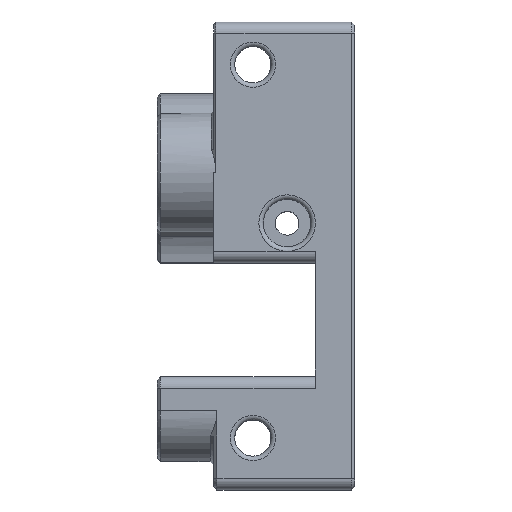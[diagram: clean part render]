
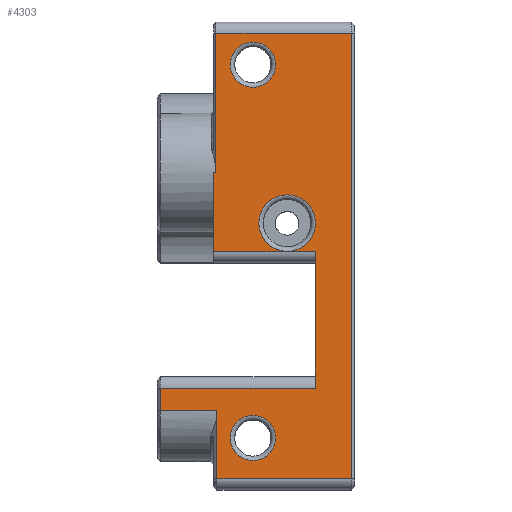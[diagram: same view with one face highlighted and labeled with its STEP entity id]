
A CAD part, top view. The second image highlights one B-rep face of the part: STEP entity #4303.
In plain terms, the highlighted planar face has unit normal (0, 0, 1).
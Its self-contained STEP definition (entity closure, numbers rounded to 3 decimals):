
#173=CIRCLE('',#4578,2.);
#177=CIRCLE('',#4583,2.5);
#178=CIRCLE('',#4584,2.);
#340=FACE_BOUND('',#820,.T.);
#341=FACE_BOUND('',#821,.T.);
#342=FACE_BOUND('',#822,.T.);
#556=FACE_OUTER_BOUND('',#819,.T.);
#819=EDGE_LOOP('',(#3333,#3334,#3335,#3336,#3337,#3338,#3339,#3340,#3341,
#3342,#3343,#3344));
#820=EDGE_LOOP('',(#3345));
#821=EDGE_LOOP('',(#3346));
#822=EDGE_LOOP('',(#3347));
#1144=LINE('',#6529,#1520);
#1203=LINE('',#7094,#1579);
#1204=LINE('',#7096,#1580);
#1205=LINE('',#7098,#1581);
#1206=LINE('',#7100,#1582);
#1207=LINE('',#7102,#1583);
#1208=LINE('',#7104,#1584);
#1209=LINE('',#7106,#1585);
#1210=LINE('',#7108,#1586);
#1211=LINE('',#7110,#1587);
#1212=LINE('',#7111,#1588);
#1213=LINE('',#7112,#1589);
#1520=VECTOR('',#5179,10.);
#1579=VECTOR('',#5318,10.);
#1580=VECTOR('',#5319,10.);
#1581=VECTOR('',#5320,10.);
#1582=VECTOR('',#5321,10.);
#1583=VECTOR('',#5322,10.);
#1584=VECTOR('',#5323,10.);
#1585=VECTOR('',#5324,10.);
#1586=VECTOR('',#5325,10.);
#1587=VECTOR('',#5326,10.);
#1588=VECTOR('',#5327,10.);
#1589=VECTOR('',#5328,10.);
#1874=VERTEX_POINT('',#6526);
#1875=VERTEX_POINT('',#6528);
#1951=VERTEX_POINT('',#7084);
#1954=VERTEX_POINT('',#7092);
#1955=VERTEX_POINT('',#7093);
#1956=VERTEX_POINT('',#7095);
#1957=VERTEX_POINT('',#7097);
#1958=VERTEX_POINT('',#7099);
#1959=VERTEX_POINT('',#7101);
#1960=VERTEX_POINT('',#7103);
#1961=VERTEX_POINT('',#7105);
#1962=VERTEX_POINT('',#7107);
#1963=VERTEX_POINT('',#7109);
#1964=VERTEX_POINT('',#7113);
#1965=VERTEX_POINT('',#7115);
#2333=EDGE_CURVE('',#1874,#1875,#1144,.T.);
#2444=EDGE_CURVE('',#1951,#1951,#173,.T.);
#2448=EDGE_CURVE('',#1954,#1955,#1203,.T.);
#2449=EDGE_CURVE('',#1956,#1955,#1204,.T.);
#2450=EDGE_CURVE('',#1956,#1957,#1205,.T.);
#2451=EDGE_CURVE('',#1957,#1958,#1206,.T.);
#2452=EDGE_CURVE('',#1958,#1959,#1207,.T.);
#2453=EDGE_CURVE('',#1959,#1960,#1208,.T.);
#2454=EDGE_CURVE('',#1960,#1961,#1209,.T.);
#2455=EDGE_CURVE('',#1961,#1962,#1210,.T.);
#2456=EDGE_CURVE('',#1963,#1962,#1211,.T.);
#2457=EDGE_CURVE('',#1963,#1875,#1212,.T.);
#2458=EDGE_CURVE('',#1874,#1954,#1213,.T.);
#2459=EDGE_CURVE('',#1964,#1964,#177,.T.);
#2460=EDGE_CURVE('',#1965,#1965,#178,.T.);
#3333=ORIENTED_EDGE('',*,*,#2448,.T.);
#3334=ORIENTED_EDGE('',*,*,#2449,.F.);
#3335=ORIENTED_EDGE('',*,*,#2450,.T.);
#3336=ORIENTED_EDGE('',*,*,#2451,.T.);
#3337=ORIENTED_EDGE('',*,*,#2452,.T.);
#3338=ORIENTED_EDGE('',*,*,#2453,.T.);
#3339=ORIENTED_EDGE('',*,*,#2454,.T.);
#3340=ORIENTED_EDGE('',*,*,#2455,.T.);
#3341=ORIENTED_EDGE('',*,*,#2456,.F.);
#3342=ORIENTED_EDGE('',*,*,#2457,.T.);
#3343=ORIENTED_EDGE('',*,*,#2333,.F.);
#3344=ORIENTED_EDGE('',*,*,#2458,.T.);
#3345=ORIENTED_EDGE('',*,*,#2459,.T.);
#3346=ORIENTED_EDGE('',*,*,#2460,.T.);
#3347=ORIENTED_EDGE('',*,*,#2444,.T.);
#4164=PLANE('',#4582);
#4303=ADVANCED_FACE('',(#556,#340,#341,#342),#4164,.F.);
#4578=AXIS2_PLACEMENT_3D('',#7085,#5308,#5309);
#4582=AXIS2_PLACEMENT_3D('',#7091,#5316,#5317);
#4583=AXIS2_PLACEMENT_3D('',#7114,#5329,#5330);
#4584=AXIS2_PLACEMENT_3D('',#7116,#5331,#5332);
#5179=DIRECTION('',(0.,1.,0.));
#5308=DIRECTION('center_axis',(0.,0.,-1.));
#5309=DIRECTION('ref_axis',(-1.,0.,0.));
#5316=DIRECTION('center_axis',(0.,0.,-1.));
#5317=DIRECTION('ref_axis',(0.,-1.,0.));
#5318=DIRECTION('',(0.,-1.,0.));
#5319=DIRECTION('',(-1.,0.,0.));
#5320=DIRECTION('',(0.,-1.,0.));
#5321=DIRECTION('',(1.,0.,0.));
#5322=DIRECTION('',(0.,1.,0.));
#5323=DIRECTION('',(-1.,0.,0.));
#5324=DIRECTION('',(0.,-1.,0.));
#5325=DIRECTION('',(-1.,0.,0.));
#5326=DIRECTION('',(0.,1.,0.));
#5327=DIRECTION('',(1.,0.,0.));
#5328=DIRECTION('',(-1.,0.,0.));
#5329=DIRECTION('center_axis',(0.,0.,-1.));
#5330=DIRECTION('ref_axis',(-1.,0.,0.));
#5331=DIRECTION('center_axis',(0.,0.,-1.));
#5332=DIRECTION('ref_axis',(-1.,0.,0.));
#6526=CARTESIAN_POINT('',(-10.575,-19.056,15.));
#6528=CARTESIAN_POINT('',(-10.575,-7.,15.));
#6529=CARTESIAN_POINT('',(-10.575,2.957,15.));
#7084=CARTESIAN_POINT('',(-18.099,9.526,15.));
#7085=CARTESIAN_POINT('Origin',(-16.099,9.526,15.));
#7091=CARTESIAN_POINT('Origin',(-7.075,13.3,15.));
#7092=CARTESIAN_POINT('',(-24.275,-19.056,15.));
#7093=CARTESIAN_POINT('',(-24.275,-21.056,15.));
#7094=CARTESIAN_POINT('',(-24.275,-4.878,15.));
#7095=CARTESIAN_POINT('',(-19.275,-21.056,15.));
#7096=CARTESIAN_POINT('',(-24.575,-21.056,15.));
#7097=CARTESIAN_POINT('',(-19.275,-27.056,15.));
#7098=CARTESIAN_POINT('',(-19.275,-5.628,15.));
#7099=CARTESIAN_POINT('',(-7.375,-27.056,15.));
#7100=CARTESIAN_POINT('',(-7.075,-27.056,15.));
#7101=CARTESIAN_POINT('',(-7.375,12.3,15.));
#7102=CARTESIAN_POINT('',(-7.375,2.957,15.));
#7103=CARTESIAN_POINT('',(-19.375,12.3,15.));
#7104=CARTESIAN_POINT('',(-7.075,12.3,15.));
#7105=CARTESIAN_POINT('',(-19.375,0.,15.));
#7106=CARTESIAN_POINT('',(-19.375,11.55,15.));
#7107=CARTESIAN_POINT('',(-19.575,0.,15.));
#7108=CARTESIAN_POINT('',(-10.575,0.,15.));
#7109=CARTESIAN_POINT('',(-19.575,-7.,15.));
#7110=CARTESIAN_POINT('',(-19.575,-0.425,15.));
#7111=CARTESIAN_POINT('',(-8.825,-7.,15.));
#7112=CARTESIAN_POINT('',(-8.825,-19.056,15.));
#7113=CARTESIAN_POINT('',(-15.575,-4.475,15.));
#7114=CARTESIAN_POINT('Origin',(-13.075,-4.475,15.));
#7115=CARTESIAN_POINT('',(-18.099,-23.474,15.));
#7116=CARTESIAN_POINT('Origin',(-16.099,-23.474,15.));
